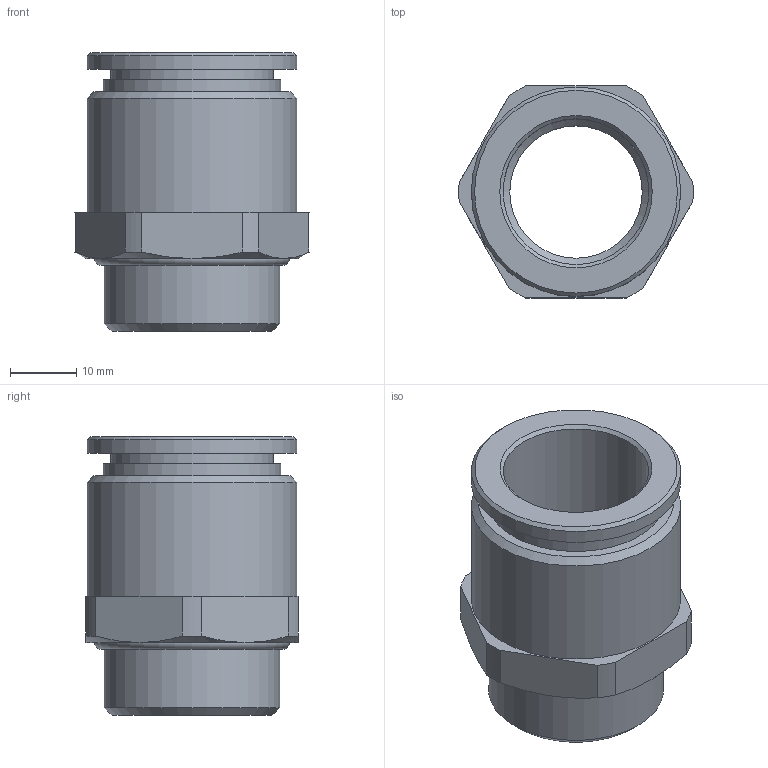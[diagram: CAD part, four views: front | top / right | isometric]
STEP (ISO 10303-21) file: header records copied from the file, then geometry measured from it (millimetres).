
FILE_DESCRIPTION(/* description */ ('STEP AP214'),/* implementation_level */ '2;1');
FILE_NAME(/* name */ '8040613_QS-G3_4-22',/* time_stamp */ '2024-09-10T14:05:19+02:00',/* author */ ('License CC BY-ND 4.0'),/* organization */ ('CADENAS'),/* preprocessor_version */ 'ST-DEVELOPER v19.3',/* originating_system */ 'PARTsolutions',/* authorisation */ ' ');
FILE_SCHEMA (('AUTOMOTIVE_DESIGN {1 0 10303 214 3 1 1}'));
Length unit declared in the file: millimetre
Products named in the file (1): 8040613 QS-G3/4-22
Bounding box: 35.39 x 32 x 42.1 mm (x, y, z)
Volume: 15112.6 mm3; surface area: 8306 mm2
Topology: 1 solids, 1 shells, 39 faces, 83 edges, 51 vertices
Faces by surface type: cylinder 13, plane 13, cone 12, torus 1
Full cylindrical faces by diameter (mm): 20 x1, 22 x1, 24.5 x1, 26.441 x1, 26.8 x1, 31.6 x2
Entity records: 1285 total; most frequent: CARTESIAN_POINT 194, DIRECTION 174, ORIENTED_EDGE 136, AXIS2_PLACEMENT_3D 78, EDGE_CURVE 68, EDGE_LOOP 60, FACE_BOUND 60, VERTEX_POINT 50
